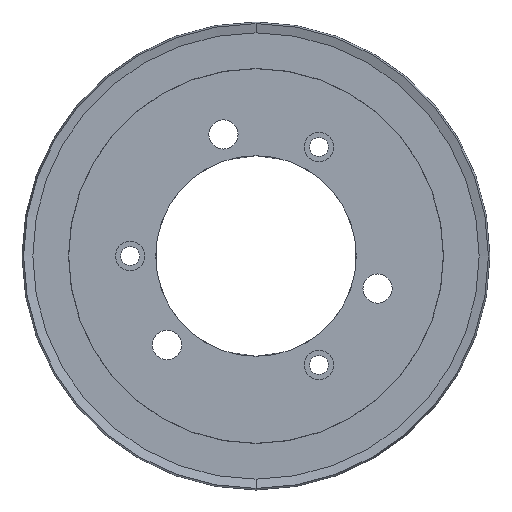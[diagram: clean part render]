
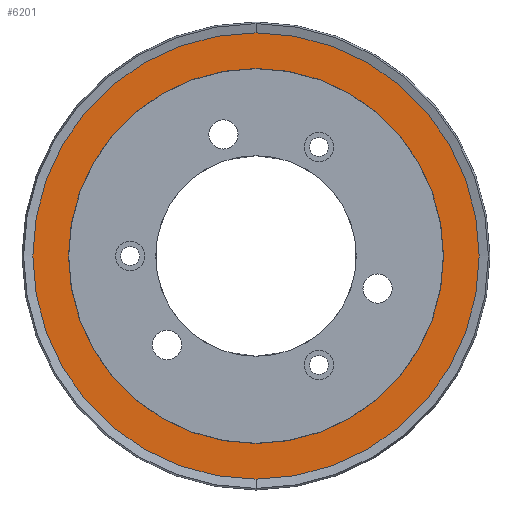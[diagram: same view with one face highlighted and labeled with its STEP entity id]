
A CAD part, left-side view. The second image highlights one B-rep face of the part: STEP entity #6201.
In plain terms, the highlighted planar face has unit normal (-1, 0, 0).
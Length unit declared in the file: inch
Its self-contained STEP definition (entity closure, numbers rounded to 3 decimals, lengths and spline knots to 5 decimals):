
#145 = AXIS2_PLACEMENT_3D ( 'NONE', #6756, #1232, #168 ) ;
#168 = DIRECTION ( 'NONE',  ( 0., 0., -1. ) ) ;
#217 = CARTESIAN_POINT ( 'NONE',  ( 1.60788, 2.13206, 3.22958 ) ) ;
#267 = VERTEX_POINT ( 'NONE', #10593 ) ;
#928 = ORIENTED_EDGE ( 'NONE', *, *, #9117, .T. ) ;
#1174 = EDGE_CURVE ( 'NONE', #4254, #9901, #12546, .T. ) ;
#1232 = DIRECTION ( 'NONE',  ( 1., 0., 0. ) ) ;
#2551 = EDGE_CURVE ( 'NONE', #9901, #4254, #11309, .T. ) ;
#2665 = EDGE_CURVE ( 'NONE', #3177, #267, #10808, .T. ) ;
#2898 = FACE_OUTER_BOUND ( 'NONE', #8087, .T. ) ;
#3177 = VERTEX_POINT ( 'NONE', #11255 ) ;
#3624 = CARTESIAN_POINT ( 'NONE',  ( 1.60788, 2.13206, 5.61242 ) ) ;
#4254 = VERTEX_POINT ( 'NONE', #3624 ) ;
#4853 = ORIENTED_EDGE ( 'NONE', *, *, #1174, .F. ) ;
#5036 = AXIS2_PLACEMENT_3D ( 'NONE', #9741, #7513, #13033 ) ;
#5219 = CARTESIAN_POINT ( 'NONE',  ( 1.60788, 2.13206, 0.84675 ) ) ;
#5521 = DIRECTION ( 'NONE',  ( 1., 0., 0. ) ) ;
#6201 = ADVANCED_FACE ( 'NONE', ( #2898, #13999 ), #7887, .T. ) ;
#6279 = ORIENTED_EDGE ( 'NONE', *, *, #2665, .T. ) ;
#6600 = ORIENTED_EDGE ( 'NONE', *, *, #2551, .F. ) ;
#6756 = CARTESIAN_POINT ( 'NONE',  ( 1.60788, 2.13206, 3.22958 ) ) ;
#6812 = CARTESIAN_POINT ( 'NONE',  ( 1.60788, 4.51489, 3.22958 ) ) ;
#7513 = DIRECTION ( 'NONE',  ( 1., 0., 0. ) ) ;
#7887 = PLANE ( 'NONE',  #12039 ) ;
#8087 = EDGE_LOOP ( 'NONE', ( #6600, #4853 ) ) ;
#8122 = DIRECTION ( 'NONE',  ( 0., 0., -1. ) ) ;
#8202 = EDGE_LOOP ( 'NONE', ( #928, #6279 ) ) ;
#8264 = AXIS2_PLACEMENT_3D ( 'NONE', #8907, #5521, #8808 ) ;
#8808 = DIRECTION ( 'NONE',  ( 0., 0., -1. ) ) ;
#8907 = CARTESIAN_POINT ( 'NONE',  ( 1.60788, 2.13206, 3.22958 ) ) ;
#9117 = EDGE_CURVE ( 'NONE', #267, #3177, #9834, .T. ) ;
#9741 = CARTESIAN_POINT ( 'NONE',  ( 1.60788, 2.13206, 3.22958 ) ) ;
#9834 = CIRCLE ( 'NONE', #5036, 2.002 ) ;
#9901 = VERTEX_POINT ( 'NONE', #5219 ) ;
#10593 = CARTESIAN_POINT ( 'NONE',  ( 1.60788, 2.13206, 1.22758 ) ) ;
#10808 = CIRCLE ( 'NONE', #12724, 2.002 ) ;
#11255 = CARTESIAN_POINT ( 'NONE',  ( 1.60788, 2.13206, 5.23158 ) ) ;
#11267 = DIRECTION ( 'NONE',  ( 1., 0., 0. ) ) ;
#11309 = CIRCLE ( 'NONE', #145, 2.38283 ) ;
#12039 = AXIS2_PLACEMENT_3D ( 'NONE', #6812, #13146, #12793 ) ;
#12546 = CIRCLE ( 'NONE', #8264, 2.38283 ) ;
#12724 = AXIS2_PLACEMENT_3D ( 'NONE', #217, #11267, #8122 ) ;
#12793 = DIRECTION ( 'NONE',  ( 0., 0., -1. ) ) ;
#13033 = DIRECTION ( 'NONE',  ( 0., 0., -1. ) ) ;
#13146 = DIRECTION ( 'NONE',  ( -1., 0., 0. ) ) ;
#13999 = FACE_BOUND ( 'NONE', #8202, .T. ) ;
